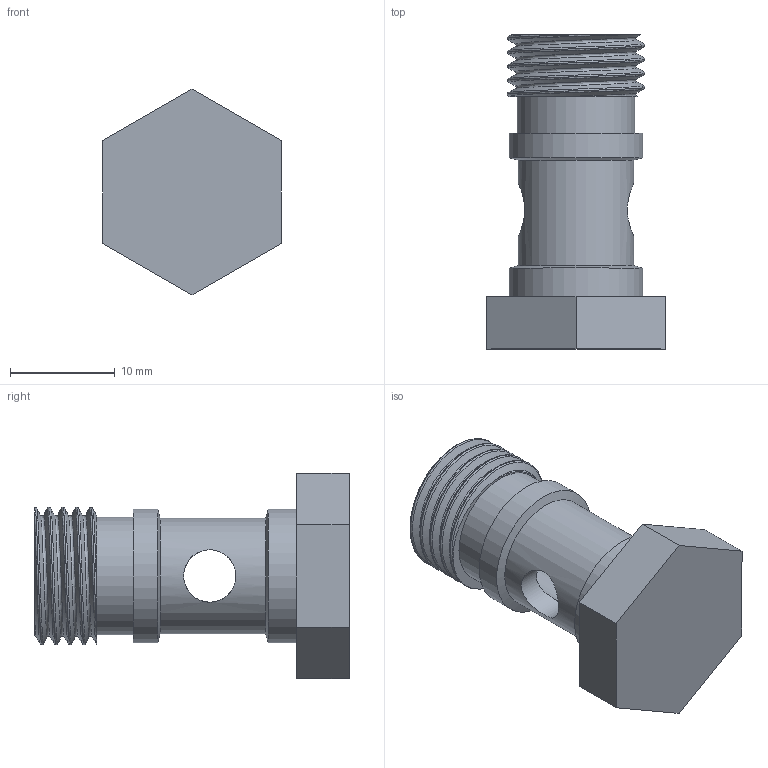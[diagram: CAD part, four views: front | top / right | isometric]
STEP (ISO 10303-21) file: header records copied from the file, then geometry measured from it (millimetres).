
FILE_DESCRIPTION(/* description */ ('Unknown'),/* implementation_level */ '2;1');
FILE_NAME(/* name */ 'D7.1;4',/* time_stamp */ '2022-09-20T08:57:40-04:00',/* author */ ('Unknown'),/* organization */ ('Unknown'),/* preprocessor_version */ 'ST-DEVELOPER v18.1',/* originating_system */ 'Solid Edge',/* authorisation */ 'Unknown');
FILE_SCHEMA (('AUTOMOTIVE_DESIGN {1 0 10303 214 3 1 1}'));
Length unit declared in the file: millimetre
Products named in the file (1): D7.1;4
Bounding box: 17 x 30 x 19.63 mm (x, y, z)
Volume: 2861 mm3; surface area: 2540.9 mm2
Topology: 1 solids, 1 shells, 27 faces, 63 edges, 41 vertices
Faces by surface type: plane 12, cylinder 8, bspline 5, cone 2
Full cylindrical faces by diameter (mm): 5 x2, 6.9 x1, 11 x1, 11.2 x1, 12.75 x2
Entity records: 4405 total; most frequent: CARTESIAN_POINT 3861, ORIENTED_EDGE 100, DIRECTION 88, EDGE_CURVE 50, EDGE_LOOP 44, FACE_BOUND 44, VERTEX_POINT 38, AXIS2_PLACEMENT_3D 35
